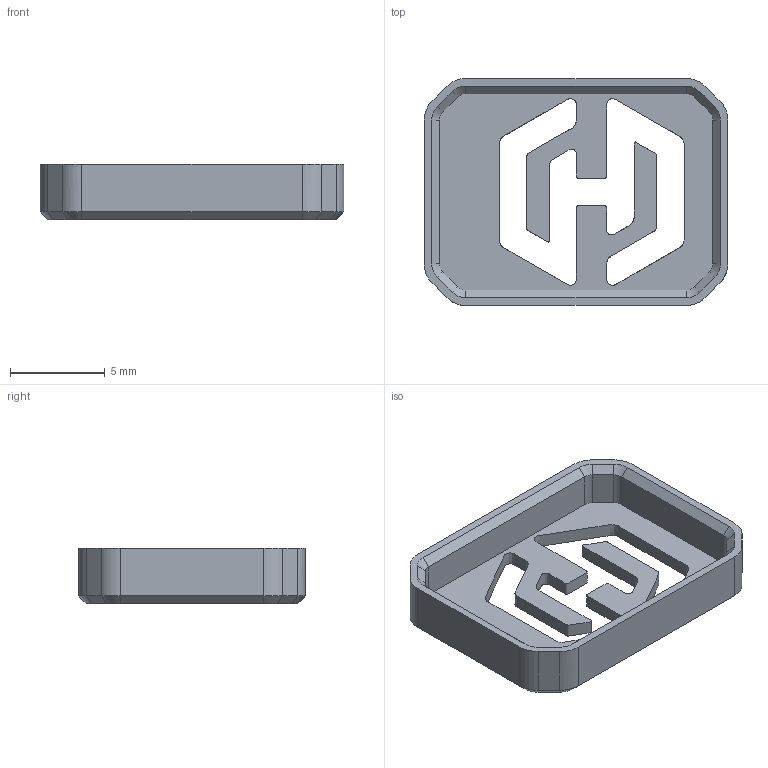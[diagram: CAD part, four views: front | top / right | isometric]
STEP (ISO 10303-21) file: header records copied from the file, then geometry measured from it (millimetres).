
FILE_DESCRIPTION(/* description */ (''),/* implementation_level */ '2;1');
FILE_NAME(/* name */ '_O__LI~1',/* time_stamp */ '2024-12-15T14:35:31+01:00',/* author */ (''),/* organization */ (''),/* preprocessor_version */ 'ST-DEVELOPER v15',/* originating_system */ '',/* authorisation */ '');
FILE_SCHEMA (('AUTOMOTIVE_DESIGN'));
Length unit declared in the file: millimetre
Products named in the file (1): Document
Bounding box: 16 x 11.95 x 2.9 mm (x, y, z)
Volume: 170.9 mm3; surface area: 549.2 mm2
Topology: 1 solids, 1 shells, 69 faces, 166 edges, 100 vertices
Faces by surface type: plane 35, bspline 34
Entity records: 2883 total; most frequent: CARTESIAN_POINT 1821, ORIENTED_EDGE 332, EDGE_CURVE 166, B_SPLINE_CURVE_WITH_KNOTS 112, VERTEX_POINT 100, EDGE_LOOP 72, ADVANCED_FACE 69, FACE_OUTER_BOUND 69
